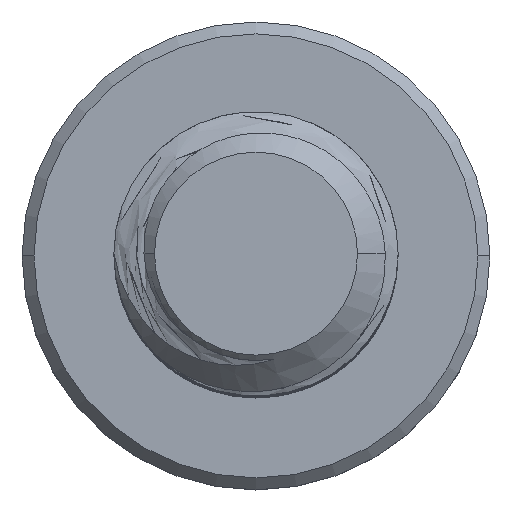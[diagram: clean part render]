
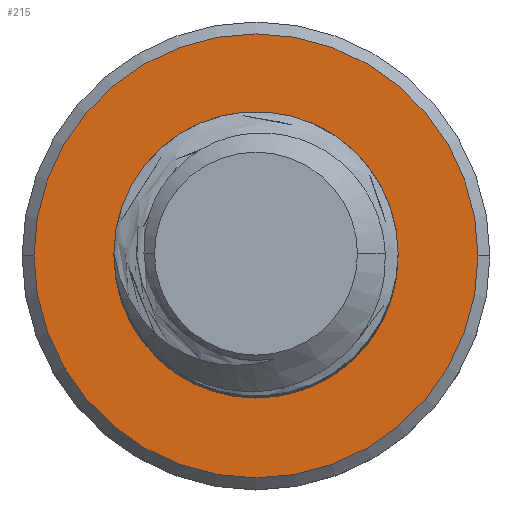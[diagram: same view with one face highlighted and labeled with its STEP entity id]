
A CAD part, top view. The second image highlights one B-rep face of the part: STEP entity #215.
In plain terms, the highlighted planar face has unit normal (0, 0, 1).
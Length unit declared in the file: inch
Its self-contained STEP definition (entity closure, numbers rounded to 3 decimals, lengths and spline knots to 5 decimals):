
#215 = ADVANCED_FACE ( 'NONE', ( #4539, #1642 ), #3831, .T. ) ;
#218 = AXIS2_PLACEMENT_3D ( 'NONE', #4103, #1188, #4595 ) ;
#399 = DIRECTION ( 'NONE',  ( 1., 0., 0. ) ) ;
#848 = EDGE_CURVE ( 'NONE', #4228, #1650, #1175, .T. ) ;
#939 = EDGE_CURVE ( 'NONE', #1650, #4228, #6118, .T. ) ;
#1074 = EDGE_CURVE ( 'NONE', #3563, #4694, #5984, .T. ) ;
#1175 = CIRCLE ( 'NONE', #5089, 0.082 ) ;
#1188 = DIRECTION ( 'NONE',  ( 0., 0., 1. ) ) ;
#1247 = DIRECTION ( 'NONE',  ( 0., 0., 1. ) ) ;
#1487 = ORIENTED_EDGE ( 'NONE', *, *, #1074, .T. ) ;
#1642 = FACE_OUTER_BOUND ( 'NONE', #4468, .T. ) ;
#1650 = VERTEX_POINT ( 'NONE', #1835 ) ;
#1835 = CARTESIAN_POINT ( 'NONE',  ( -0.082, 0., -0.3475 ) ) ;
#1925 = CARTESIAN_POINT ( 'NONE',  ( 0., 0., -0.3475 ) ) ;
#2283 = CARTESIAN_POINT ( 'NONE',  ( 0., 0., -0.3475 ) ) ;
#2387 = CARTESIAN_POINT ( 'NONE',  ( 0.12813, 0., -0.3475 ) ) ;
#2838 = AXIS2_PLACEMENT_3D ( 'NONE', #2387, #5260, #399 ) ;
#2953 = AXIS2_PLACEMENT_3D ( 'NONE', #1925, #4967, #3989 ) ;
#3227 = DIRECTION ( 'NONE',  ( 1., 0., 0. ) ) ;
#3359 = CIRCLE ( 'NONE', #5446, 0.12813 ) ;
#3563 = VERTEX_POINT ( 'NONE', #3991 ) ;
#3831 = PLANE ( 'NONE',  #2838 ) ;
#3900 = ORIENTED_EDGE ( 'NONE', *, *, #5243, .T. ) ;
#3989 = DIRECTION ( 'NONE',  ( 1., 0., 0. ) ) ;
#3991 = CARTESIAN_POINT ( 'NONE',  ( -0.12813, 0., -0.3475 ) ) ;
#4103 = CARTESIAN_POINT ( 'NONE',  ( 0., 0., -0.3475 ) ) ;
#4165 = EDGE_LOOP ( 'NONE', ( #6056, #5731 ) ) ;
#4228 = VERTEX_POINT ( 'NONE', #5759 ) ;
#4354 = CARTESIAN_POINT ( 'NONE',  ( 0., 0., -0.3475 ) ) ;
#4468 = EDGE_LOOP ( 'NONE', ( #1487, #3900 ) ) ;
#4539 = FACE_BOUND ( 'NONE', #4165, .T. ) ;
#4595 = DIRECTION ( 'NONE',  ( 1., 0., 0. ) ) ;
#4694 = VERTEX_POINT ( 'NONE', #5546 ) ;
#4967 = DIRECTION ( 'NONE',  ( 0., 0., 1. ) ) ;
#5089 = AXIS2_PLACEMENT_3D ( 'NONE', #4354, #5257, #6236 ) ;
#5243 = EDGE_CURVE ( 'NONE', #4694, #3563, #3359, .T. ) ;
#5257 = DIRECTION ( 'NONE',  ( 0., 0., 1. ) ) ;
#5260 = DIRECTION ( 'NONE',  ( 0., 0., 1. ) ) ;
#5446 = AXIS2_PLACEMENT_3D ( 'NONE', #2283, #1247, #3227 ) ;
#5546 = CARTESIAN_POINT ( 'NONE',  ( 0.12813, 0., -0.3475 ) ) ;
#5731 = ORIENTED_EDGE ( 'NONE', *, *, #848, .F. ) ;
#5759 = CARTESIAN_POINT ( 'NONE',  ( 0.082, 0., -0.3475 ) ) ;
#5984 = CIRCLE ( 'NONE', #2953, 0.12813 ) ;
#6056 = ORIENTED_EDGE ( 'NONE', *, *, #939, .F. ) ;
#6118 = CIRCLE ( 'NONE', #218, 0.082 ) ;
#6236 = DIRECTION ( 'NONE',  ( 1., 0., 0. ) ) ;
